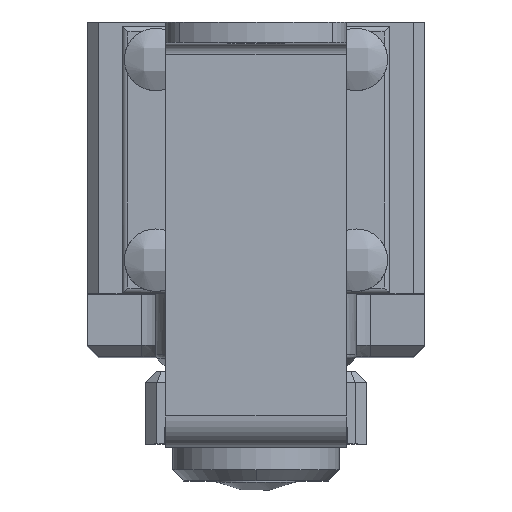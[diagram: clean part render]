
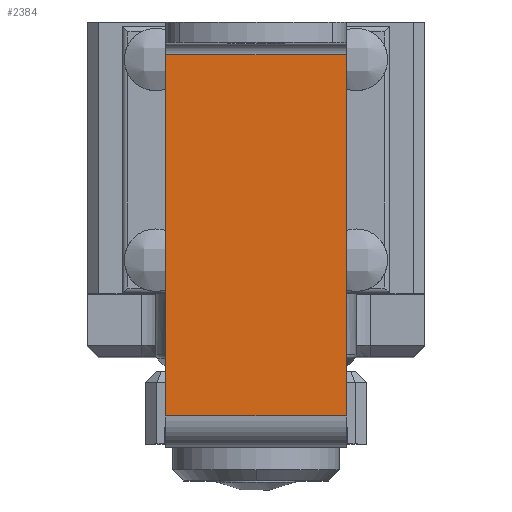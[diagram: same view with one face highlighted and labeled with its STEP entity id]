
A CAD part, top view. The second image highlights one B-rep face of the part: STEP entity #2384.
In plain terms, the highlighted planar face has unit normal (0, 0, 1).
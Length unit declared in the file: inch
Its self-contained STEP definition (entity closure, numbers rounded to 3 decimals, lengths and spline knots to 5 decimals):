
#65 = DIRECTION ( 'NONE',  ( -1., 0., 0. ) ) ;
#124 = VECTOR ( 'NONE', #1737, 39.37008 ) ;
#469 = VECTOR ( 'NONE', #6528, 39.37008 ) ;
#742 = VECTOR ( 'NONE', #65, 39.37008 ) ;
#861 = FACE_OUTER_BOUND ( 'NONE', #1286, .T. ) ;
#948 = ORIENTED_EDGE ( 'NONE', *, *, #6924, .F. ) ;
#1286 = EDGE_LOOP ( 'NONE', ( #948, #3771, #5626, #4605 ) ) ;
#1737 = DIRECTION ( 'NONE',  ( 0., -1., 0. ) ) ;
#1739 = LINE ( 'NONE', #3247, #742 ) ;
#1953 = EDGE_CURVE ( 'NONE', #7215, #7594, #4083, .T. ) ;
#2384 = ADVANCED_FACE ( 'NONE', ( #861 ), #3586, .F. ) ;
#2458 = CARTESIAN_POINT ( 'NONE',  ( 0.3189, -1.3937, 1.55118 ) ) ;
#2551 = DIRECTION ( 'NONE',  ( 0., 1., 0. ) ) ;
#2857 = LINE ( 'NONE', #6431, #5242 ) ;
#2942 = CARTESIAN_POINT ( 'NONE',  ( -1.10701, -0.07874, 1.55118 ) ) ;
#3230 = EDGE_CURVE ( 'NONE', #3844, #4746, #1739, .T. ) ;
#3247 = CARTESIAN_POINT ( 'NONE',  ( -1.10701, -1.3937, 1.55118 ) ) ;
#3586 = PLANE ( 'NONE',  #7842 ) ;
#3647 = CARTESIAN_POINT ( 'NONE',  ( 0.3189, -1.50394, 1.55118 ) ) ;
#3771 = ORIENTED_EDGE ( 'NONE', *, *, #1953, .T. ) ;
#3844 = VERTEX_POINT ( 'NONE', #2458 ) ;
#4083 = LINE ( 'NONE', #7146, #469 ) ;
#4503 = CARTESIAN_POINT ( 'NONE',  ( -0.3189, -0.11811, 1.55118 ) ) ;
#4605 = ORIENTED_EDGE ( 'NONE', *, *, #3230, .F. ) ;
#4746 = VERTEX_POINT ( 'NONE', #5436 ) ;
#5242 = VECTOR ( 'NONE', #2551, 39.37008 ) ;
#5436 = CARTESIAN_POINT ( 'NONE',  ( -0.3189, -1.3937, 1.55118 ) ) ;
#5626 = ORIENTED_EDGE ( 'NONE', *, *, #6023, .F. ) ;
#6023 = EDGE_CURVE ( 'NONE', #4746, #7594, #2857, .T. ) ;
#6431 = CARTESIAN_POINT ( 'NONE',  ( -0.3189, -1.50394, 1.55118 ) ) ;
#6528 = DIRECTION ( 'NONE',  ( -1., 0., 0. ) ) ;
#6820 = DIRECTION ( 'NONE',  ( 0., 0., -1. ) ) ;
#6924 = EDGE_CURVE ( 'NONE', #7215, #3844, #7092, .T. ) ;
#7092 = LINE ( 'NONE', #3647, #124 ) ;
#7146 = CARTESIAN_POINT ( 'NONE',  ( -1.10701, -0.11811, 1.55118 ) ) ;
#7215 = VERTEX_POINT ( 'NONE', #7844 ) ;
#7594 = VERTEX_POINT ( 'NONE', #4503 ) ;
#7842 = AXIS2_PLACEMENT_3D ( 'NONE', #2942, #6820, #7980 ) ;
#7844 = CARTESIAN_POINT ( 'NONE',  ( 0.3189, -0.11811, 1.55118 ) ) ;
#7980 = DIRECTION ( 'NONE',  ( -1., 0., 0. ) ) ;
